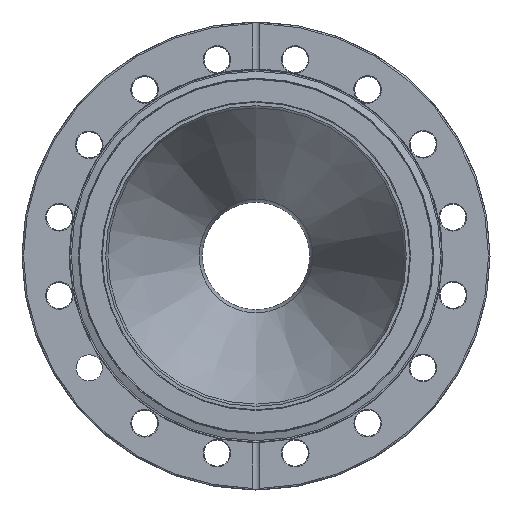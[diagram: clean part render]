
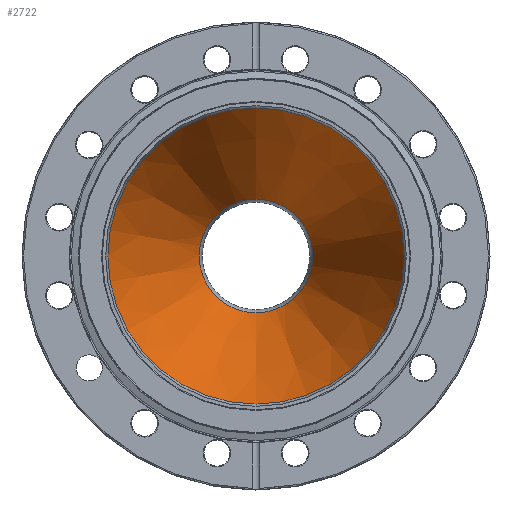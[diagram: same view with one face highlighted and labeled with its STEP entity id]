
A CAD part, left-side view. The second image highlights one B-rep face of the part: STEP entity #2722.
In plain terms, the highlighted conical face has half-angle 23.953 degrees and reference radius 47.981 mm.
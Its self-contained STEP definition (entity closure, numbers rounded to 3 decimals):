
#68 = CONICAL_SURFACE ( 'NONE', #2999, 47.981, 0.418 ) ;
#339 = EDGE_LOOP ( 'NONE', ( #3832 ) ) ;
#516 = DIRECTION ( 'NONE',  ( 0., 0., -1. ) ) ;
#663 = VERTEX_POINT ( 'NONE', #1427 ) ;
#695 = ORIENTED_EDGE ( 'NONE', *, *, #3838, .F. ) ;
#1085 = EDGE_CURVE ( 'NONE', #3495, #3495, #1488, .T. ) ;
#1294 = AXIS2_PLACEMENT_3D ( 'NONE', #3729, #1862, #516 ) ;
#1427 = CARTESIAN_POINT ( 'NONE',  ( 12.091, 0., -47.981 ) ) ;
#1488 = CIRCLE ( 'NONE', #2492, 18.403 ) ;
#1611 = DIRECTION ( 'NONE',  ( 1., 0., 0. ) ) ;
#1862 = DIRECTION ( 'NONE',  ( 1., 0., 0. ) ) ;
#1882 = DIRECTION ( 'NONE',  ( 0., 0., -1. ) ) ;
#2177 = EDGE_LOOP ( 'NONE', ( #695 ) ) ;
#2214 = CARTESIAN_POINT ( 'NONE',  ( 12.091, 0., 0. ) ) ;
#2492 = AXIS2_PLACEMENT_3D ( 'NONE', #3763, #1611, #1882 ) ;
#2610 = FACE_OUTER_BOUND ( 'NONE', #2177, .T. ) ;
#2628 = CIRCLE ( 'NONE', #1294, 47.981 ) ;
#2722 = ADVANCED_FACE ( 'NONE', ( #4026, #2610 ), #68, .F. ) ;
#2879 = DIRECTION ( 'NONE',  ( 0., 0., 1. ) ) ;
#2999 = AXIS2_PLACEMENT_3D ( 'NONE', #2214, #3486, #2879 ) ;
#3486 = DIRECTION ( 'NONE',  ( -1., 0., 0. ) ) ;
#3495 = VERTEX_POINT ( 'NONE', #3829 ) ;
#3729 = CARTESIAN_POINT ( 'NONE',  ( 12.091, 0., 0. ) ) ;
#3763 = CARTESIAN_POINT ( 'NONE',  ( 78.669, 0., 0. ) ) ;
#3829 = CARTESIAN_POINT ( 'NONE',  ( 78.669, 0., -18.403 ) ) ;
#3832 = ORIENTED_EDGE ( 'NONE', *, *, #1085, .T. ) ;
#3838 = EDGE_CURVE ( 'NONE', #663, #663, #2628, .T. ) ;
#4026 = FACE_BOUND ( 'NONE', #339, .T. ) ;
